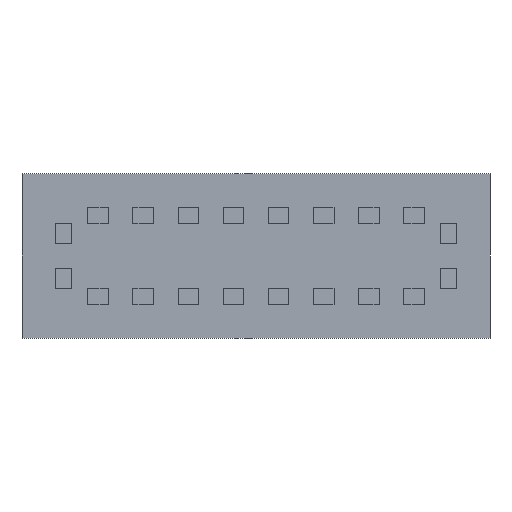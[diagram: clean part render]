
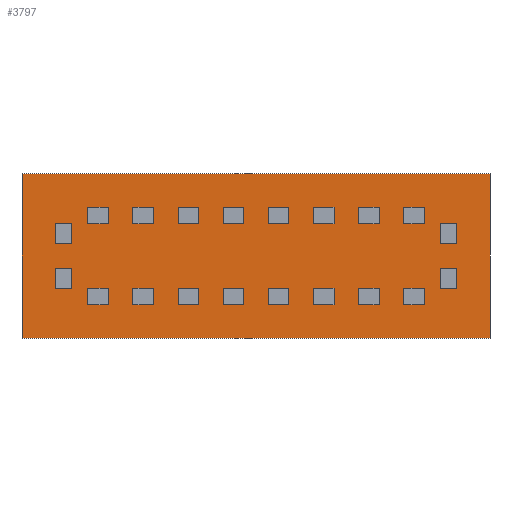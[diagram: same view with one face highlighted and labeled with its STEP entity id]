
A CAD part, front view. The second image highlights one B-rep face of the part: STEP entity #3797.
In plain terms, the highlighted planar face has unit normal (0, -1, 0).
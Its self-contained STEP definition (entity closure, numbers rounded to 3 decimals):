
#3640 = CARTESIAN_POINT ( 'NONE',  ( -5.7, 0.05, -2. ) ) ;
#3641 = VERTEX_POINT ( 'NONE', #3640 ) ;
#3642 = CARTESIAN_POINT ( 'NONE',  ( -5.7, 0.05, 2. ) ) ;
#3643 = VERTEX_POINT ( 'NONE', #3642 ) ;
#3644 = CARTESIAN_POINT ( 'NONE',  ( -5.7, 0.05, 2. ) ) ;
#3645 = DIRECTION ( 'NONE',  ( 0., 0., 1. ) ) ;
#3646 = VECTOR ( 'NONE', #3645, 1000. ) ;
#3647 = LINE ( 'NONE', #3644, #3646 ) ;
#3648 = EDGE_CURVE ( 'NONE', #3641, #3643, #3647, .T. ) ;
#3680 = CARTESIAN_POINT ( 'NONE',  ( 5.7, 0.05, 2. ) ) ;
#3681 = VERTEX_POINT ( 'NONE', #3680 ) ;
#3682 = CARTESIAN_POINT ( 'NONE',  ( 5.7, 0.05, 2. ) ) ;
#3683 = DIRECTION ( 'NONE',  ( 1., 0., 0. ) ) ;
#3684 = VECTOR ( 'NONE', #3683, 1000. ) ;
#3685 = LINE ( 'NONE', #3682, #3684 ) ;
#3686 = EDGE_CURVE ( 'NONE', #3643, #3681, #3685, .T. ) ;
#3711 = CARTESIAN_POINT ( 'NONE',  ( 5.7, 0.05, -2. ) ) ;
#3712 = VERTEX_POINT ( 'NONE', #3711 ) ;
#3713 = CARTESIAN_POINT ( 'NONE',  ( 5.7, 0.05, 2. ) ) ;
#3714 = DIRECTION ( 'NONE',  ( 0., 0., -1. ) ) ;
#3715 = VECTOR ( 'NONE', #3714, 1000. ) ;
#3716 = LINE ( 'NONE', #3713, #3715 ) ;
#3717 = EDGE_CURVE ( 'NONE', #3681, #3712, #3716, .T. ) ;
#3742 = CARTESIAN_POINT ( 'NONE',  ( 5.7, 0.05, -2. ) ) ;
#3743 = DIRECTION ( 'NONE',  ( -1., 0., 0. ) ) ;
#3744 = VECTOR ( 'NONE', #3743, 1000. ) ;
#3745 = LINE ( 'NONE', #3742, #3744 ) ;
#3746 = EDGE_CURVE ( 'NONE', #3712, #3641, #3745, .T. ) ;
#3786 = ORIENTED_EDGE ( 'NONE', *, *, #3648, .F. ) ;
#3787 = ORIENTED_EDGE ( 'NONE', *, *, #3746, .F. ) ;
#3788 = ORIENTED_EDGE ( 'NONE', *, *, #3717, .F. ) ;
#3789 = ORIENTED_EDGE ( 'NONE', *, *, #3686, .F. ) ;
#3790 = EDGE_LOOP ( 'NONE', ( #3786, #3787, #3788, #3789 ) ) ;
#3791 = FACE_OUTER_BOUND ( 'NONE', #3790, .T. ) ;
#3792 = CARTESIAN_POINT ( 'NONE',  ( 0., 0.05, 0. ) ) ;
#3793 = DIRECTION ( 'NONE',  ( 0., 1., 0. ) ) ;
#3794 = DIRECTION ( 'NONE',  ( 0., 0., 1. ) ) ;
#3795 = AXIS2_PLACEMENT_3D ( 'NONE', #3792, #3793, #3794 ) ;
#3796 = PLANE ( 'NONE', #3795 ) ;
#3797 = ADVANCED_FACE ( 'NONE', ( #3791 ), #3796, .F. ) ;
